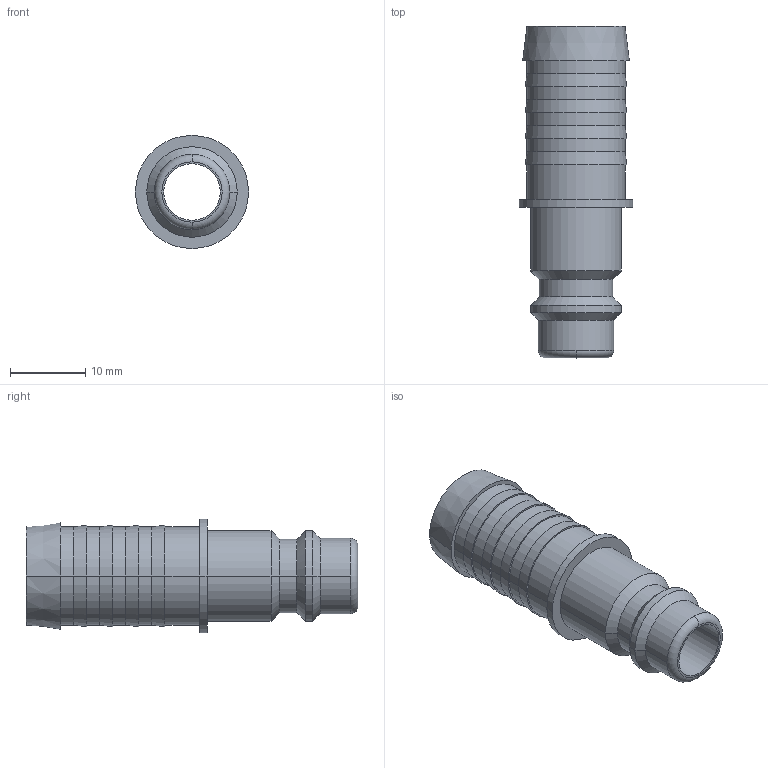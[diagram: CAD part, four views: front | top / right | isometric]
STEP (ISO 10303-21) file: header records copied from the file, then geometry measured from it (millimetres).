
FILE_DESCRIPTION(('STEP AP214'),'1');
FILE_NAME('es_13_ss.stp','2020-03-05T08:46:09',('TraceParts'),('TraceParts S.A.'),'Spatial InterOp 3D',' ',' ');
FILE_SCHEMA(('automotive_design'));
Length unit declared in the file: millimetre
Products named in the file (1): 1
Bounding box: 15 x 44 x 15 mm (x, y, z)
Volume: 3302.2 mm3; surface area: 3056.8 mm2
Topology: 1 solids, 1 shells, 49 faces, 101 edges, 61 vertices
Faces by surface type: cylinder 22, cone 16, plane 9, torus 2
Entity records: 1718 total; most frequent: DIRECTION 264, CARTESIAN_POINT 212, ORIENTED_EDGE 202, AXIS2_PLACEMENT_3D 113, EDGE_CURVE 101, CIRCLE 63, VERTEX_POINT 61, EDGE_LOOP 58
